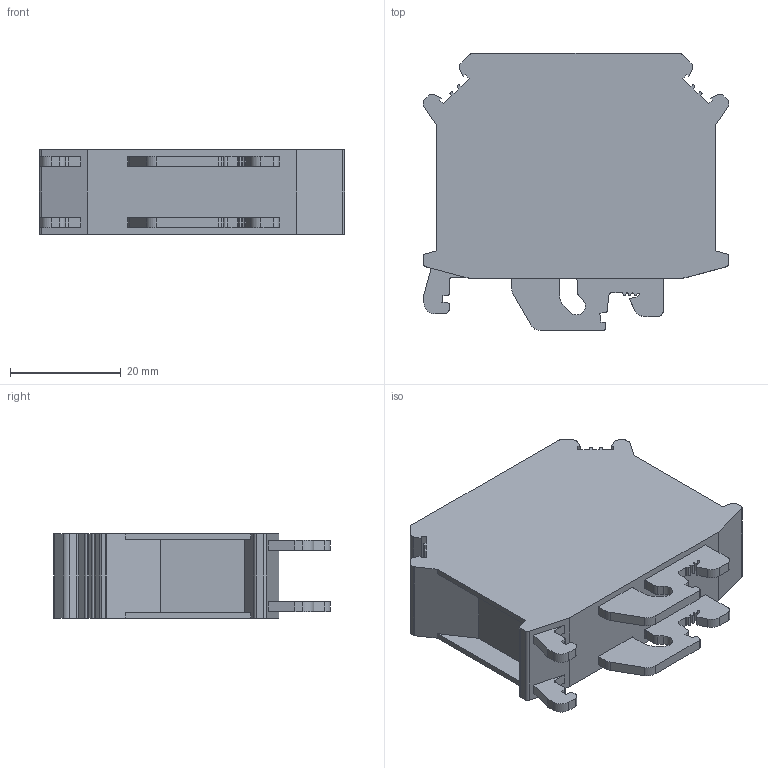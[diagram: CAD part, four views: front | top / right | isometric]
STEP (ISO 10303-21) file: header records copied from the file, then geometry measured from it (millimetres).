
FILE_DESCRIPTION((''),'2;1');
FILE_NAME('PRT0001','2024-08-17T',('Administrator'),(''),'PRO/ENGINEER BY PARAMETRIC TECHNOLOGY CORPORATION, 2013230','PRO/ENGINEER BY PARAMETRIC TECHNOLOGY CORPORATION, 2013230','');
FILE_SCHEMA(('AUTOMOTIVE_DESIGN { 1 0 10303 214 1 1 1 1 }'));
Length unit declared in the file: millimetre
Products named in the file (1): PRT0001
Bounding box: 55 x 49.9 x 15.2 mm (x, y, z)
Volume: 28266.9 mm3; surface area: 8758.4 mm2
Topology: 1 solids, 1 shells, 211 faces, 612 edges, 408 vertices
Faces by surface type: plane 135, cylinder 76
Entity records: 7046 total; most frequent: CARTESIAN_POINT 1253, ORIENTED_EDGE 1224, DIRECTION 1178, EDGE_CURVE 612, VECTOR 460, LINE 460, VERTEX_POINT 408, AXIS2_PLACEMENT_3D 359
